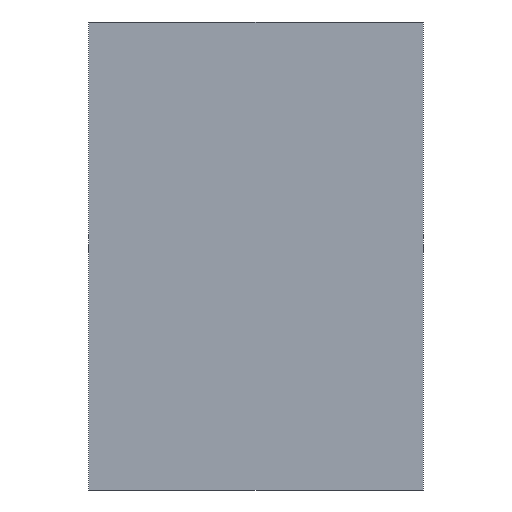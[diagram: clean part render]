
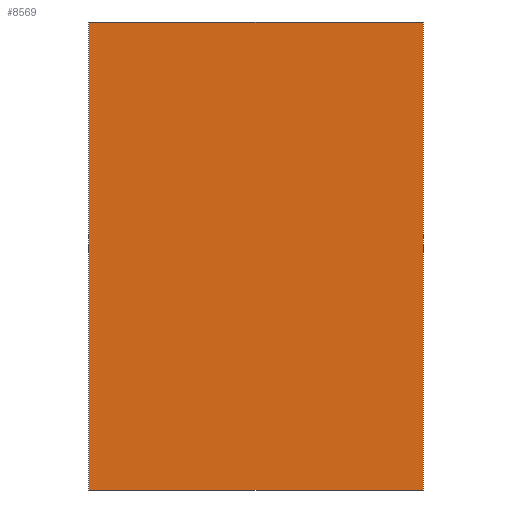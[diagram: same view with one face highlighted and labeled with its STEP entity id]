
A CAD part, front view. The second image highlights one B-rep face of the part: STEP entity #8569.
In plain terms, the highlighted planar face has unit normal (0, -1, 0).
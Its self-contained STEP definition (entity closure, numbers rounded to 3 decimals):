
#373=PLANE('',#9330);
#1291=FACE_OUTER_BOUND('',#1868,.T.);
#1868=EDGE_LOOP('',(#7253,#7254,#7255,#7256));
#2573=LINE('',#14061,#3385);
#2577=LINE('',#14070,#3389);
#2581=LINE('',#14077,#3393);
#2583=LINE('',#14080,#3395);
#3385=VECTOR('',#11166,10.);
#3389=VECTOR('',#11172,10.);
#3393=VECTOR('',#11178,10.);
#3395=VECTOR('',#11182,10.);
#4273=VERTEX_POINT('',#14059);
#4274=VERTEX_POINT('',#14060);
#4277=VERTEX_POINT('',#14068);
#4278=VERTEX_POINT('',#14069);
#5311=EDGE_CURVE('',#4273,#4274,#2573,.T.);
#5315=EDGE_CURVE('',#4277,#4278,#2577,.T.);
#5319=EDGE_CURVE('',#4274,#4277,#2581,.T.);
#5321=EDGE_CURVE('',#4278,#4273,#2583,.T.);
#7253=ORIENTED_EDGE('',*,*,#5321,.F.);
#7254=ORIENTED_EDGE('',*,*,#5315,.F.);
#7255=ORIENTED_EDGE('',*,*,#5319,.F.);
#7256=ORIENTED_EDGE('',*,*,#5311,.F.);
#8569=ADVANCED_FACE('',(#1291),#373,.F.);
#9330=AXIS2_PLACEMENT_3D('',#14083,#11186,#11187);
#11166=DIRECTION('',(0.,0.,1.));
#11172=DIRECTION('',(0.,0.,-1.));
#11178=DIRECTION('',(1.,0.,0.));
#11182=DIRECTION('',(-1.,0.,0.));
#11186=DIRECTION('center_axis',(0.,1.,0.));
#11187=DIRECTION('ref_axis',(0.,0.,
1.));
#14059=CARTESIAN_POINT('',(-13.958,-20.983,64.));
#14060=CARTESIAN_POINT('',(-13.958,-20.983,414.));
#14061=CARTESIAN_POINT('',(-13.958,-20.983,64.));
#14068=CARTESIAN_POINT('',(236.042,-20.983,414.));
#14069=CARTESIAN_POINT('',(236.042,-20.983,64.));
#14070=CARTESIAN_POINT('',(236.042,-20.983,414.));
#14077=CARTESIAN_POINT('',(-13.958,-20.983,414.));
#14080=CARTESIAN_POINT('',(236.042,-20.983,64.));
#14083=CARTESIAN_POINT('Origin',(173.542,-20.983,239.));
